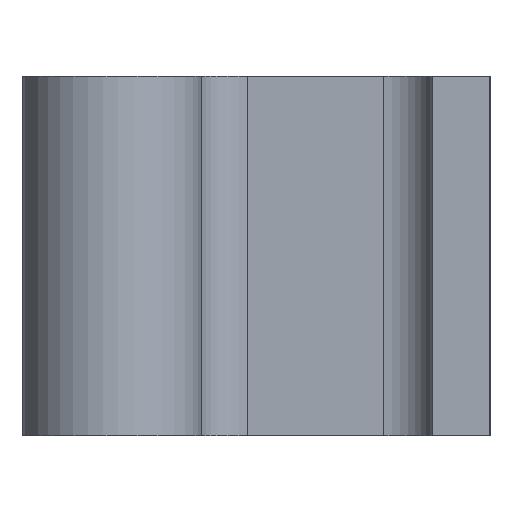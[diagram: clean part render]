
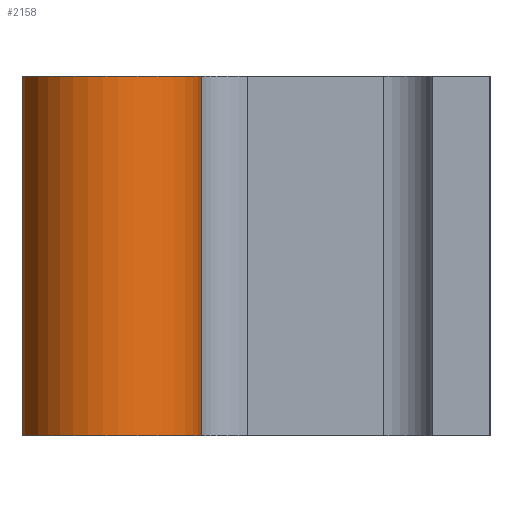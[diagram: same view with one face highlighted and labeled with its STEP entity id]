
A CAD part, left-side view. The second image highlights one B-rep face of the part: STEP entity #2158.
In plain terms, the highlighted cylindrical face has radius 2.75 mm (diameter 5.5 mm), a partial arc.
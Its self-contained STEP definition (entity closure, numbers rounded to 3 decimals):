
#1060=DIRECTION('',(0.,0.,1.));
#1061=VECTOR('',#1060,11.);
#1062=CARTESIAN_POINT('',(-101.112,13.501,0.));
#1063=LINE('',#1062,#1061);
#1067=CARTESIAN_POINT('',(-103.06,11.56,11.));
#1068=DIRECTION('',(0.,0.,1.));
#1069=DIRECTION('',(0.708,0.706,0.));
#1070=AXIS2_PLACEMENT_3D('',#1067,#1068,#1069);
#1075=DIRECTION('',(0.,0.,1.));
#1076=VECTOR('',#1075,11.);
#1077=CARTESIAN_POINT('',(-102.413,8.887,0.));
#1078=LINE('',#1077,#1076);
#1082=CARTESIAN_POINT('',(-103.06,11.56,0.));
#1083=DIRECTION('',(0.,0.,-1.));
#1084=DIRECTION('',(0.235,-0.972,0.));
#1085=AXIS2_PLACEMENT_3D('',#1082,#1083,#1084);
#1186=CARTESIAN_POINT('',(-102.413,8.887,0.));
#1187=CARTESIAN_POINT('',(-102.413,8.887,11.));
#1188=VERTEX_POINT('',#1186);
#1189=VERTEX_POINT('',#1187);
#1198=CARTESIAN_POINT('',(-101.112,13.501,0.));
#1199=CARTESIAN_POINT('',(-101.112,13.501,11.));
#1200=VERTEX_POINT('',#1198);
#1201=VERTEX_POINT('',#1199);
#2146=CARTESIAN_POINT('',(-103.06,11.56,0.));
#2147=DIRECTION('',(0.,0.,1.));
#2148=DIRECTION('',(-1.,0.,0.));
#2149=AXIS2_PLACEMENT_3D('',#2146,#2147,#2148);
#2150=CYLINDRICAL_SURFACE('',#2149,2.75);
#2151=ORIENTED_EDGE('',*,*,#2138,.T.);
#2152=ORIENTED_EDGE('',*,*,#1385,.T.);
#2154=ORIENTED_EDGE('',*,*,#2153,.F.);
#2155=ORIENTED_EDGE('',*,*,#1438,.T.);
#2156=EDGE_LOOP('',(#2151,#2152,#2154,#2155));
#2157=FACE_OUTER_BOUND('',#2156,.F.);
#2158=ADVANCED_FACE('',(#2157),#2150,.T.);
#1071=CIRCLE('',#1070,2.75);
#1086=CIRCLE('',#1085,2.75);
#1385=EDGE_CURVE('',#1201,#1189,#1071,.T.);
#1438=EDGE_CURVE('',#1188,#1200,#1086,.T.);
#2138=EDGE_CURVE('',#1200,#1201,#1063,.T.);
#2153=EDGE_CURVE('',#1188,#1189,#1078,.T.);
